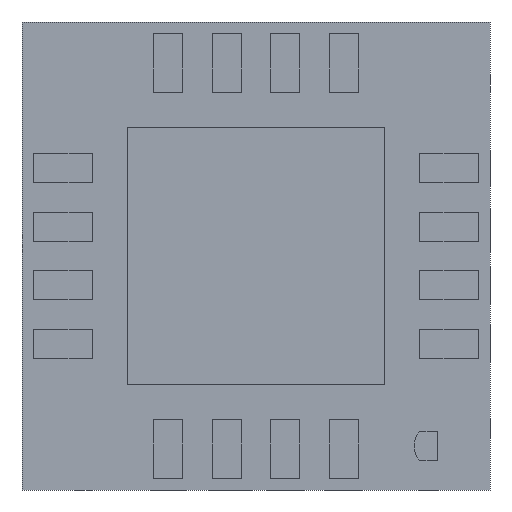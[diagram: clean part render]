
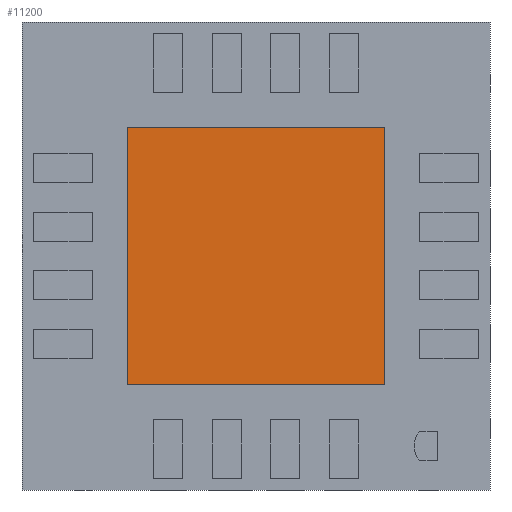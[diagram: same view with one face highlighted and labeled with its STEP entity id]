
A CAD part, front view. The second image highlights one B-rep face of the part: STEP entity #11200.
In plain terms, the highlighted planar face has unit normal (0, -1, 0).
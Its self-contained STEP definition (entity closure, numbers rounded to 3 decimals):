
#11077=DIRECTION('',(0.,0.,1.));
#11078=VECTOR('',#11077,2.2);
#11079=CARTESIAN_POINT('',(1.1,0.,-1.1));
#11080=LINE('',#11079,#11078);
#11084=DIRECTION('',(1.,0.,0.));
#11085=VECTOR('',#11084,2.2);
#11086=CARTESIAN_POINT('',(-1.1,0.,-1.1));
#11087=LINE('',#11086,#11085);
#11091=DIRECTION('',(0.,0.,-1.));
#11092=VECTOR('',#11091,2.2);
#11093=CARTESIAN_POINT('',(-1.1,0.,1.1));
#11094=LINE('',#11093,#11092);
#11098=DIRECTION('',(-1.,0.,0.));
#11099=VECTOR('',#11098,2.2);
#11100=CARTESIAN_POINT('',(1.1,0.,1.1));
#11101=LINE('',#11100,#11099);
#11169=CARTESIAN_POINT('',(1.1,0.,-1.1));
#11170=CARTESIAN_POINT('',(1.1,0.,1.1));
#11171=VERTEX_POINT('',#11169);
#11172=VERTEX_POINT('',#11170);
#11173=CARTESIAN_POINT('',(-1.1,0.,1.1));
#11174=VERTEX_POINT('',#11173);
#11175=CARTESIAN_POINT('',(-1.1,0.,-1.1));
#11176=VERTEX_POINT('',#11175);
#11185=CARTESIAN_POINT('',(0.,0.,0.));
#11186=DIRECTION('',(0.,1.,0.));
#11187=DIRECTION('',(1.,0.,0.));
#11188=AXIS2_PLACEMENT_3D('',#11185,#11186,#11187);
#11189=PLANE('',#11188);
#11191=ORIENTED_EDGE('',*,*,#11190,.F.);
#11193=ORIENTED_EDGE('',*,*,#11192,.F.);
#11195=ORIENTED_EDGE('',*,*,#11194,.F.);
#11197=ORIENTED_EDGE('',*,*,#11196,.F.);
#11198=EDGE_LOOP('',(#11191,#11193,#11195,#11197));
#11199=FACE_OUTER_BOUND('',#11198,.F.);
#11200=ADVANCED_FACE('',(#11199),#11189,.F.);
#11190=EDGE_CURVE('',#11171,#11172,#11080,.T.);
#11192=EDGE_CURVE('',#11176,#11171,#11087,.T.);
#11194=EDGE_CURVE('',#11174,#11176,#11094,.T.);
#11196=EDGE_CURVE('',#11172,#11174,#11101,.T.);
